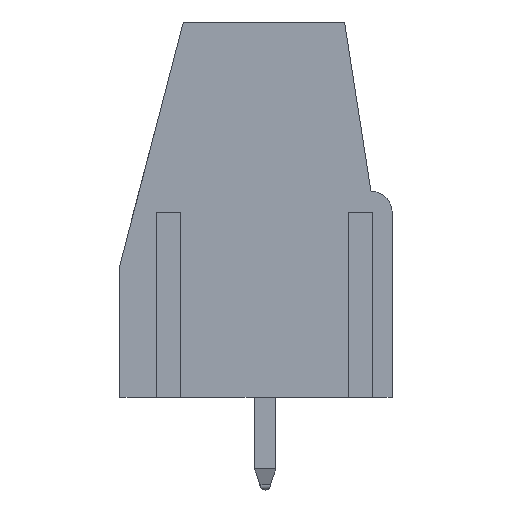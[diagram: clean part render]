
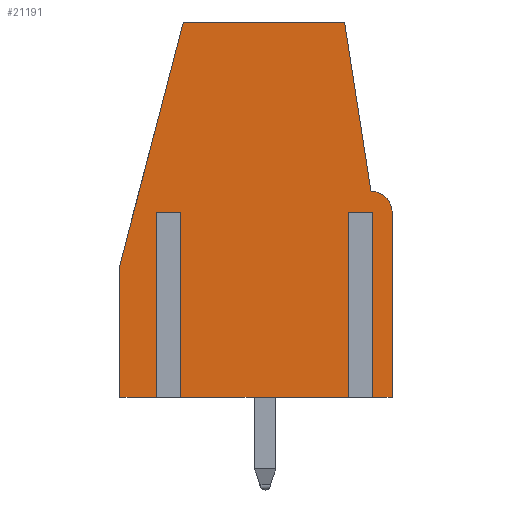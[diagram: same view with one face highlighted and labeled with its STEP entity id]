
A CAD part, left-side view. The second image highlights one B-rep face of the part: STEP entity #21191.
In plain terms, the highlighted planar face has unit normal (-1, 0, 0).
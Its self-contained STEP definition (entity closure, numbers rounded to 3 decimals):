
#2553 = VERTEX_POINT('',#2554);
#2554 = CARTESIAN_POINT('',(-2.5,-5.15,
    0.1));
#2560 = EDGE_CURVE('',#2553,#2561,#2563,.T.);
#2561 = VERTEX_POINT('',#2562);
#2562 = CARTESIAN_POINT('',(-2.5,-4.25,
    0.1));
#2563 = LINE('',#2564,#2565);
#2564 = CARTESIAN_POINT('',(-2.5,-5.15,
    0.1));
#2565 = VECTOR('',#2566,1.);
#2566 = DIRECTION('',(0.,1.,0.));
#2585 = VERTEX_POINT('',#2586);
#2586 = CARTESIAN_POINT('',(-2.5,-3.65,
    0.1));
#2592 = EDGE_CURVE('',#2585,#2593,#2595,.T.);
#2593 = VERTEX_POINT('',#2594);
#2594 = CARTESIAN_POINT('',(-2.5,3.,
    0.1));
#2595 = LINE('',#2596,#2597);
#2596 = CARTESIAN_POINT('',(-2.5,-5.15,
    0.1));
#2597 = VECTOR('',#2598,1.);
#2598 = DIRECTION('',(0.,1.,0.));
#2617 = VERTEX_POINT('',#2618);
#2618 = CARTESIAN_POINT('',(-2.5,3.6,
    0.1));
#2624 = EDGE_CURVE('',#2617,#2625,#2627,.T.);
#2625 = VERTEX_POINT('',#2626);
#2626 = CARTESIAN_POINT('',(-2.5,5.15,
    0.1));
#2627 = LINE('',#2628,#2629);
#2628 = CARTESIAN_POINT('',(-2.5,-5.15,
    0.1));
#2629 = VECTOR('',#2630,1.);
#2630 = DIRECTION('',(0.,1.,0.));
#15470 = VERTEX_POINT('',#15471);
#15471 = CARTESIAN_POINT('',(-2.5,-5.15,
    7.1));
#15477 = EDGE_CURVE('',#15470,#2553,#15478,.T.);
#15478 = LINE('',#15479,#15480);
#15479 = CARTESIAN_POINT('',(-2.5,-5.15,
    7.1));
#15480 = VECTOR('',#15481,1.);
#15481 = DIRECTION('',(0.,0.,-1.));
#19079 = EDGE_CURVE('',#2625,#19080,#19082,.T.);
#19080 = VERTEX_POINT('',#19081);
#19081 = CARTESIAN_POINT('',(-2.5,5.15,
    5.1));
#19082 = LINE('',#19083,#19084);
#19083 = CARTESIAN_POINT('',(-2.5,5.15,
    0.1));
#19084 = VECTOR('',#19085,1.);
#19085 = DIRECTION('',(0.,0.,1.));
#21003 = EDGE_CURVE('',#21004,#21006,#21008,.T.);
#21004 = VERTEX_POINT('',#21005);
#21005 = CARTESIAN_POINT('',(-2.5,-3.65,
    7.1));
#21006 = VERTEX_POINT('',#21007);
#21007 = CARTESIAN_POINT('',(-2.5,-4.25,
    7.1));
#21008 = LINE('',#21009,#21010);
#21009 = CARTESIAN_POINT('',(-2.5,-0.224,
    7.1));
#21010 = VECTOR('',#21011,1.);
#21011 = DIRECTION('',(0.,-1.,0.));
#21046 = VERTEX_POINT('',#21047);
#21047 = CARTESIAN_POINT('',(-2.5,3.6,
    7.1));
#21053 = EDGE_CURVE('',#2617,#21046,#21054,.T.);
#21054 = LINE('',#21055,#21056);
#21055 = CARTESIAN_POINT('',(-2.5,3.6,
    3.338));
#21056 = VECTOR('',#21057,1.);
#21057 = DIRECTION('',(0.,0.,1.));
#21082 = EDGE_CURVE('',#21006,#2561,#21083,.T.);
#21083 = LINE('',#21084,#21085);
#21084 = CARTESIAN_POINT('',(-2.5,-4.25,
    3.338));
#21085 = VECTOR('',#21086,1.);
#21086 = DIRECTION('',(0.,0.,-1.));
#21114 = EDGE_CURVE('',#2585,#21004,#21115,.T.);
#21115 = LINE('',#21116,#21117);
#21116 = CARTESIAN_POINT('',(-2.5,-3.65,
    3.338));
#21117 = VECTOR('',#21118,1.);
#21118 = DIRECTION('',(0.,0.,1.));
#21131 = VERTEX_POINT('',#21132);
#21132 = CARTESIAN_POINT('',(-2.5,3.,
    7.1));
#21147 = EDGE_CURVE('',#21131,#2593,#21148,.T.);
#21148 = LINE('',#21149,#21150);
#21149 = CARTESIAN_POINT('',(-2.5,3.,
    3.338));
#21150 = VECTOR('',#21151,1.);
#21151 = DIRECTION('',(0.,0.,-1.));
#21178 = EDGE_CURVE('',#21046,#21131,#21179,.T.);
#21179 = LINE('',#21180,#21181);
#21180 = CARTESIAN_POINT('',(-2.5,-0.224,
    7.1));
#21181 = VECTOR('',#21182,1.);
#21182 = DIRECTION('',(0.,-1.,0.));
#21191 = ADVANCED_FACE('',(#21192),#21236,.F.);
#21192 = FACE_BOUND('',#21193,.T.);
#21193 = EDGE_LOOP('',(#21194,#21195,#21196,#21197,#21198,#21199,#21200,
    #21201,#21202,#21203,#21212,#21220,#21228,#21234,#21235));
#21194 = ORIENTED_EDGE('',*,*,#21053,.T.);
#21195 = ORIENTED_EDGE('',*,*,#21178,.T.);
#21196 = ORIENTED_EDGE('',*,*,#21147,.T.);
#21197 = ORIENTED_EDGE('',*,*,#2592,.F.);
#21198 = ORIENTED_EDGE('',*,*,#21114,.T.);
#21199 = ORIENTED_EDGE('',*,*,#21003,.T.);
#21200 = ORIENTED_EDGE('',*,*,#21082,.T.);
#21201 = ORIENTED_EDGE('',*,*,#2560,.F.);
#21202 = ORIENTED_EDGE('',*,*,#15477,.F.);
#21203 = ORIENTED_EDGE('',*,*,#21204,.F.);
#21204 = EDGE_CURVE('',#21205,#15470,#21207,.T.);
#21205 = VERTEX_POINT('',#21206);
#21206 = CARTESIAN_POINT('',(-2.5,-4.35,
    7.9));
#21207 = CIRCLE('',#21208,0.8);
#21208 = AXIS2_PLACEMENT_3D('',#21209,#21210,#21211);
#21209 = CARTESIAN_POINT('',(-2.5,-4.35,
    7.1));
#21210 = DIRECTION('',(1.,0.,0.));
#21211 = DIRECTION('',(0.,1.,0.));
#21212 = ORIENTED_EDGE('',*,*,#21213,.F.);
#21213 = EDGE_CURVE('',#21214,#21205,#21216,.T.);
#21214 = VERTEX_POINT('',#21215);
#21215 = CARTESIAN_POINT('',(-2.5,-3.35,
    14.3));
#21216 = LINE('',#21217,#21218);
#21217 = CARTESIAN_POINT('',(-2.5,-3.35,
    14.3));
#21218 = VECTOR('',#21219,1.);
#21219 = DIRECTION('',(0.,-0.154,
    -0.988));
#21220 = ORIENTED_EDGE('',*,*,#21221,.F.);
#21221 = EDGE_CURVE('',#21222,#21214,#21224,.T.);
#21222 = VERTEX_POINT('',#21223);
#21223 = CARTESIAN_POINT('',(-2.5,2.75,
    14.3));
#21224 = LINE('',#21225,#21226);
#21225 = CARTESIAN_POINT('',(-2.5,2.75,
    14.3));
#21226 = VECTOR('',#21227,1.);
#21227 = DIRECTION('',(0.,-1.,0.));
#21228 = ORIENTED_EDGE('',*,*,#21229,.F.);
#21229 = EDGE_CURVE('',#19080,#21222,#21230,.T.);
#21230 = LINE('',#21231,#21232);
#21231 = CARTESIAN_POINT('',(-2.5,5.15,
    5.1));
#21232 = VECTOR('',#21233,1.);
#21233 = DIRECTION('',(0.,-0.252,
    0.968));
#21234 = ORIENTED_EDGE('',*,*,#19079,.F.);
#21235 = ORIENTED_EDGE('',*,*,#2624,.F.);
#21236 = PLANE('',#21237);
#21237 = AXIS2_PLACEMENT_3D('',#21238,#21239,#21240);
#21238 = CARTESIAN_POINT('',(-2.5,-0.123,
    6.576));
#21239 = DIRECTION('',(1.,0.,0.));
#21240 = DIRECTION('',(0.,1.,0.));
